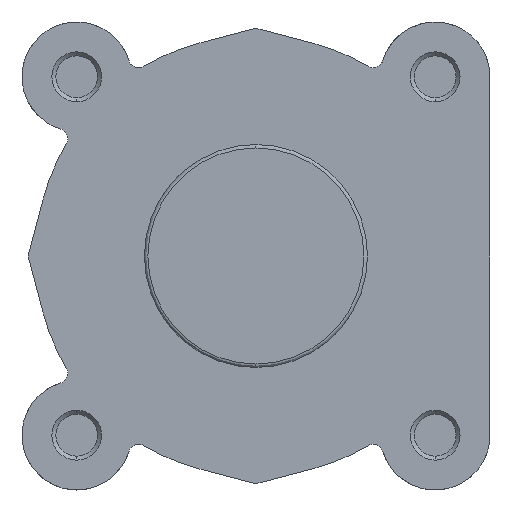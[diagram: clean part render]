
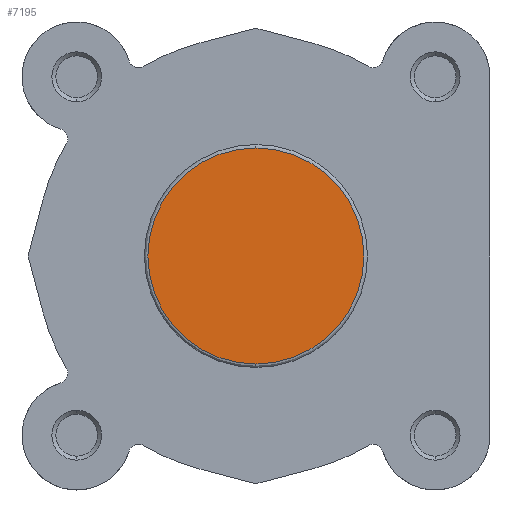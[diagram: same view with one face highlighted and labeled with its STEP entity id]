
A CAD part, left-side view. The second image highlights one B-rep face of the part: STEP entity #7195.
In plain terms, the highlighted planar face has unit normal (-1, 0, 0).
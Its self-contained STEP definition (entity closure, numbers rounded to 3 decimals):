
#685 = FACE_OUTER_BOUND ( 'NONE', #4359, .T. ) ;
#1626 = PLANE ( 'NONE',  #5730 ) ;
#1633 = CARTESIAN_POINT ( 'NONE',  ( 0., 22.4, 0. ) ) ;
#1641 = DIRECTION ( 'NONE',  ( 1., 0., 0. ) ) ;
#1642 = DIRECTION ( 'NONE',  ( 0., 0., -1. ) ) ;
#2525 = CARTESIAN_POINT ( 'NONE',  ( 0., 0., 0. ) ) ;
#2526 = DIRECTION ( 'NONE',  ( -1., 0., 0. ) ) ;
#2527 = DIRECTION ( 'NONE',  ( 0., 0., -1. ) ) ;
#2565 = CARTESIAN_POINT ( 'NONE',  ( 0., 0., 0. ) ) ;
#2567 = DIRECTION ( 'NONE',  ( -1., 0., 0. ) ) ;
#2568 = DIRECTION ( 'NONE',  ( 0., 0., -1. ) ) ;
#3552 = CARTESIAN_POINT ( 'NONE',  ( 0., 0., 21.7 ) ) ;
#3665 = CARTESIAN_POINT ( 'NONE',  ( 0., 0., -21.7 ) ) ;
#4126 = VERTEX_POINT ( 'NONE', #3665 ) ;
#4146 = VERTEX_POINT ( 'NONE', #3552 ) ;
#4359 = EDGE_LOOP ( 'NONE', ( #5926, #5925 ) ) ;
#4971 = EDGE_CURVE ( 'NONE', #4146, #4126, #6892, .T. ) ;
#4988 = EDGE_CURVE ( 'NONE', #4126, #4146, #6921, .T. ) ;
#5382 = AXIS2_PLACEMENT_3D ( 'NONE', #2525, #2526, #2527 ) ;
#5386 = AXIS2_PLACEMENT_3D ( 'NONE', #2565, #2567, #2568 ) ;
#5730 = AXIS2_PLACEMENT_3D ( 'NONE', #1633, #1641, #1642 ) ;
#5925 = ORIENTED_EDGE ( 'NONE', *, *, #4971, .T. ) ;
#5926 = ORIENTED_EDGE ( 'NONE', *, *, #4988, .T. ) ;
#6892 = CIRCLE ( 'NONE', #5382, 21.7 ) ;
#6921 = CIRCLE ( 'NONE', #5386, 21.7 ) ;
#7195 = ADVANCED_FACE ( 'NONE', ( #685 ), #1626, .F. ) ;
